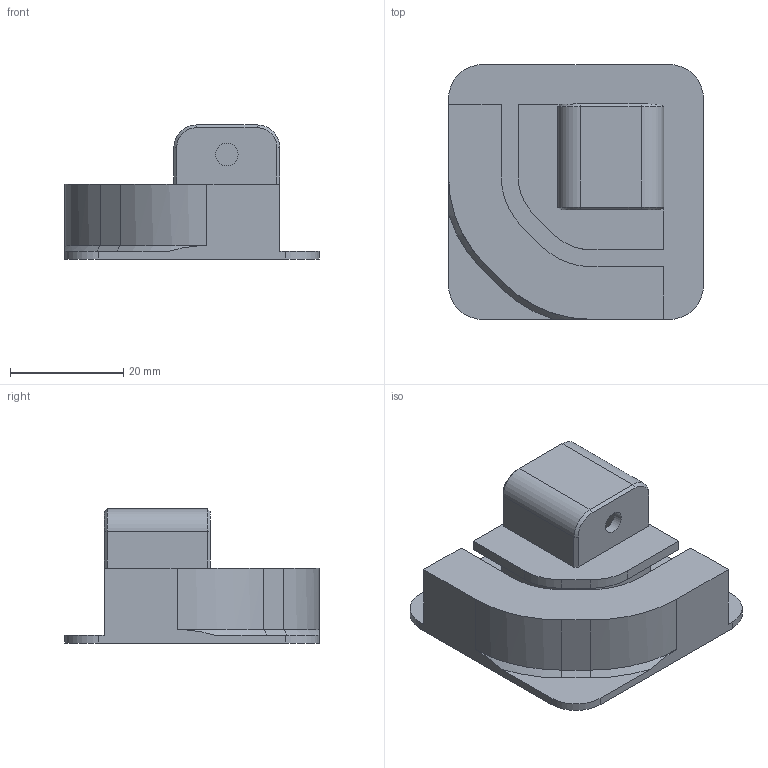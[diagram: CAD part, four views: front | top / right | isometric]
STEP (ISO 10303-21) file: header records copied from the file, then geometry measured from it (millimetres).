
FILE_DESCRIPTION(('FreeCAD Model'),'2;1');
FILE_NAME('Open CASCADE Shape Model','2024-02-04T22:13:10',(''),(''), 'Open CASCADE STEP processor 7.7','FreeCAD','Unknown');
FILE_SCHEMA(('AUTOMOTIVE_DESIGN { 1 0 10303 214 1 1 1 1 }'));
Length unit declared in the file: millimetre
Products named in the file (1): bracket-switch
Bounding box: 45 x 45 x 23.7 mm (x, y, z)
Volume: 8143.9 mm3; surface area: 9954.4 mm2
Topology: 1 solids, 1 shells, 80 faces, 216 edges, 140 vertices
Faces by surface type: plane 55, revolution 12, cylinder 7, cone 4, bspline 2
Full cylindrical faces by diameter (mm): 4 x1
Entity records: 5766 total; most frequent: CARTESIAN_POINT 1374, DIRECTION 810, LINE 571, VECTOR 571, ORIENTED_EDGE 432, PCURVE 432, DEFINITIONAL_REPRESENTATION 432, EDGE_CURVE 216
